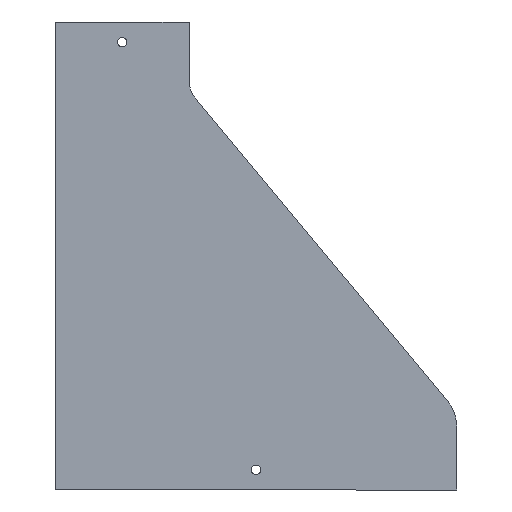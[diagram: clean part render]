
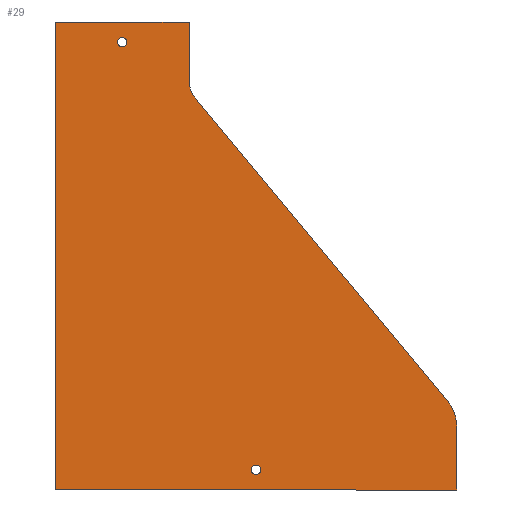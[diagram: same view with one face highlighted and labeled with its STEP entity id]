
A CAD part, front view. The second image highlights one B-rep face of the part: STEP entity #29.
In plain terms, the highlighted planar face has unit normal (0, -1, 0).
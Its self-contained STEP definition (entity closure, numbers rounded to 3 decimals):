
#29 = ADVANCED_FACE ( 'NONE', ( #1015, #1066, #1139 ), #531, .F. ) ;
#51 = EDGE_CURVE ( 'NONE', #810, #806, #1050, .T. ) ;
#64 = EDGE_CURVE ( 'NONE', #841, #854, #1159, .T. ) ;
#66 = EDGE_CURVE ( 'NONE', #904, #904, #1106, .T. ) ;
#68 = EDGE_CURVE ( 'NONE', #899, #899, #1060, .T. ) ;
#81 = EDGE_CURVE ( 'NONE', #814, #841, #1075, .T. ) ;
#84 = EDGE_CURVE ( 'NONE', #806, #832, #1105, .T. ) ;
#120 = AXIS2_PLACEMENT_3D ( 'NONE', #173, #172, #171 ) ;
#122 = AXIS2_PLACEMENT_3D ( 'NONE', #399, #395, #394 ) ;
#123 = AXIS2_PLACEMENT_3D ( 'NONE', #506, #486, #500 ) ;
#126 = AXIS2_PLACEMENT_3D ( 'NONE', #243, #278, #318 ) ;
#129 = EDGE_CURVE ( 'NONE', #817, #811, #1141, .T. ) ;
#131 = EDGE_CURVE ( 'NONE', #854, #811, #1027, .T. ) ;
#140 = AXIS2_PLACEMENT_3D ( 'NONE', #527, #421, #539 ) ;
#150 = EDGE_CURVE ( 'NONE', #832, #817, #1082, .T. ) ;
#171 = DIRECTION ( 'NONE',  ( 0., 0., 1. ) ) ;
#172 = DIRECTION ( 'NONE',  ( 0., 1., 0. ) ) ;
#173 = CARTESIAN_POINT ( 'NONE',  ( 120., 0., -44.139 ) ) ;
#210 = DIRECTION ( 'NONE',  ( 1., 0., 0. ) ) ;
#213 = CARTESIAN_POINT ( 'NONE',  ( 150., 0., -338.5 ) ) ;
#216 = CARTESIAN_POINT ( 'NONE',  ( 50., 0., -18.5 ) ) ;
#225 = CARTESIAN_POINT ( 'NONE',  ( 0., 0., 0. ) ) ;
#239 = CARTESIAN_POINT ( 'NONE',  ( 0., 0., -350. ) ) ;
#243 = CARTESIAN_POINT ( 'NONE',  ( 270., 0., -302.241 ) ) ;
#253 = CARTESIAN_POINT ( 'NONE',  ( 104.636, 0., -56.942 ) ) ;
#257 = CARTESIAN_POINT ( 'NONE',  ( 0., 0., 0. ) ) ;
#271 = CARTESIAN_POINT ( 'NONE',  ( 100., 0., -44.139 ) ) ;
#274 = CARTESIAN_POINT ( 'NONE',  ( 300., 0., -350. ) ) ;
#278 = DIRECTION ( 'NONE',  ( 0., -1., 0. ) ) ;
#281 = CARTESIAN_POINT ( 'NONE',  ( 100., 0., 0. ) ) ;
#282 = CARTESIAN_POINT ( 'NONE',  ( 300., 0., -302.241 ) ) ;
#286 = CARTESIAN_POINT ( 'NONE',  ( 293.047, 0., -283.035 ) ) ;
#318 = DIRECTION ( 'NONE',  ( 0., 0., 1. ) ) ;
#339 = DIRECTION ( 'NONE',  ( 0., 0., 1. ) ) ;
#345 = CARTESIAN_POINT ( 'NONE',  ( 300., 0., -302.241 ) ) ;
#352 = DIRECTION ( 'NONE',  ( -0.64, 0., 0.768 ) ) ;
#394 = DIRECTION ( 'NONE',  ( 0., 0., -1. ) ) ;
#395 = DIRECTION ( 'NONE',  ( 0., -1., 0. ) ) ;
#399 = CARTESIAN_POINT ( 'NONE',  ( 150., 0., -335. ) ) ;
#403 = CARTESIAN_POINT ( 'NONE',  ( -300., 0., -350. ) ) ;
#421 = DIRECTION ( 'NONE',  ( 0., 1., 0. ) ) ;
#486 = DIRECTION ( 'NONE',  ( 0., -1., 0. ) ) ;
#500 = DIRECTION ( 'NONE',  ( 0., 0., -1. ) ) ;
#506 = CARTESIAN_POINT ( 'NONE',  ( 50., 0., -15. ) ) ;
#527 = CARTESIAN_POINT ( 'NONE',  ( -120., 0., -44.139 ) ) ;
#531 = PLANE ( 'NONE',  #140 ) ;
#533 = CARTESIAN_POINT ( 'NONE',  ( -100., 0., 0. ) ) ;
#535 = DIRECTION ( 'NONE',  ( -1., 0., 0. ) ) ;
#536 = CARTESIAN_POINT ( 'NONE',  ( 104.636, 0., -56.942 ) ) ;
#538 = CARTESIAN_POINT ( 'NONE',  ( 100., 0., 0. ) ) ;
#539 = DIRECTION ( 'NONE',  ( 0., 0., 1. ) ) ;
#540 = DIRECTION ( 'NONE',  ( 0., 0., 1. ) ) ;
#544 = DIRECTION ( 'NONE',  ( 0., 0., 1. ) ) ;
#608 = EDGE_CURVE ( 'NONE', #814, #810, #950, .T. ) ;
#727 = ORIENTED_EDGE ( 'NONE', *, *, #129, .T. ) ;
#728 = ORIENTED_EDGE ( 'NONE', *, *, #150, .T. ) ;
#729 = ORIENTED_EDGE ( 'NONE', *, *, #84, .T. ) ;
#730 = ORIENTED_EDGE ( 'NONE', *, *, #51, .T. ) ;
#731 = ORIENTED_EDGE ( 'NONE', *, *, #81, .F. ) ;
#732 = ORIENTED_EDGE ( 'NONE', *, *, #64, .F. ) ;
#733 = ORIENTED_EDGE ( 'NONE', *, *, #131, .F. ) ;
#734 = ORIENTED_EDGE ( 'NONE', *, *, #66, .F. ) ;
#735 = ORIENTED_EDGE ( 'NONE', *, *, #68, .F. ) ;
#806 = VERTEX_POINT ( 'NONE', #286 ) ;
#810 = VERTEX_POINT ( 'NONE', #282 ) ;
#811 = VERTEX_POINT ( 'NONE', #281 ) ;
#814 = VERTEX_POINT ( 'NONE', #274 ) ;
#817 = VERTEX_POINT ( 'NONE', #271 ) ;
#832 = VERTEX_POINT ( 'NONE', #253 ) ;
#841 = VERTEX_POINT ( 'NONE', #239 ) ;
#854 = VERTEX_POINT ( 'NONE', #225 ) ;
#899 = VERTEX_POINT ( 'NONE', #213 ) ;
#904 = VERTEX_POINT ( 'NONE', #216 ) ;
#926 = VECTOR ( 'NONE', #339, 1000. ) ;
#950 = LINE ( 'NONE', #345, #926 ) ;
#1015 = FACE_BOUND ( 'NONE', #1220, .T. ) ;
#1027 = LINE ( 'NONE', #533, #1123 ) ;
#1050 = CIRCLE ( 'NONE', #126, 30. ) ;
#1056 = VECTOR ( 'NONE', #544, 1000. ) ;
#1060 = CIRCLE ( 'NONE', #122, 3.5 ) ;
#1066 = FACE_BOUND ( 'NONE', #1067, .T. ) ;
#1067 = EDGE_LOOP ( 'NONE', ( #734 ) ) ;
#1075 = LINE ( 'NONE', #403, #1112 ) ;
#1082 = CIRCLE ( 'NONE', #120, 20. ) ;
#1087 = VECTOR ( 'NONE', #540, 1000. ) ;
#1105 = LINE ( 'NONE', #536, #1138 ) ;
#1106 = CIRCLE ( 'NONE', #123, 3.5 ) ;
#1112 = VECTOR ( 'NONE', #535, 1000. ) ;
#1123 = VECTOR ( 'NONE', #210, 1000. ) ;
#1138 = VECTOR ( 'NONE', #352, 1000. ) ;
#1139 = FACE_OUTER_BOUND ( 'NONE', #1198, .T. ) ;
#1141 = LINE ( 'NONE', #538, #1087 ) ;
#1159 = LINE ( 'NONE', #257, #1056 ) ;
#1177 = ORIENTED_EDGE ( 'NONE', *, *, #608, .T. ) ;
#1198 = EDGE_LOOP ( 'NONE', ( #733, #732, #731, #1177, #730, #729, #728, #727 ) ) ;
#1220 = EDGE_LOOP ( 'NONE', ( #735 ) ) ;
